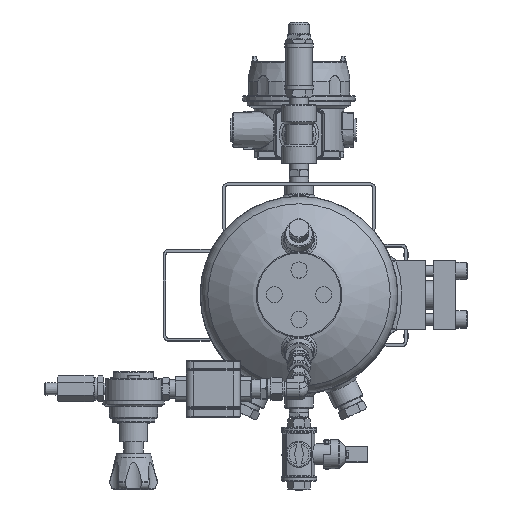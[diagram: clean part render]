
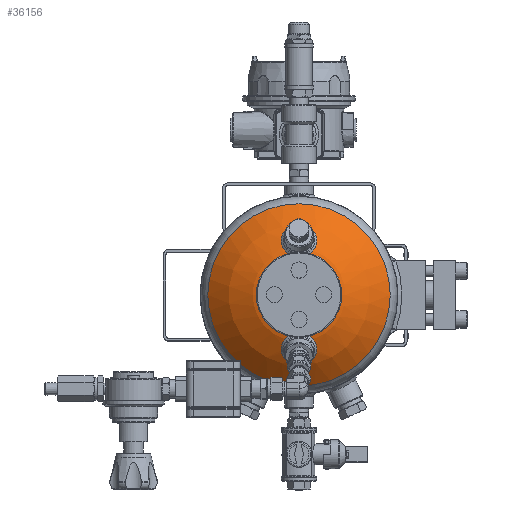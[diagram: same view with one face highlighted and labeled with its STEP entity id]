
A CAD part, top view. The second image highlights one B-rep face of the part: STEP entity #36156.
In plain terms, the highlighted spherical face has radius 140.215 mm.
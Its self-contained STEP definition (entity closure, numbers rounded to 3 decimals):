
#4798=SPHERICAL_SURFACE('',#51683,140.215);
#6800=CIRCLE('',#51684,17.526);
#6801=CIRCLE('',#51685,22.513);
#6802=CIRCLE('',#51686,17.526);
#6803=CIRCLE('',#51687,101.553);
#8802=ORIENTED_EDGE('',*,*,#19113,.T.);
#8803=ORIENTED_EDGE('',*,*,#19114,.T.);
#8804=ORIENTED_EDGE('',*,*,#19115,.T.);
#8805=ORIENTED_EDGE('',*,*,#19116,.F.);
#19113=EDGE_CURVE('',#24281,#24281,#6800,.T.);
#19114=EDGE_CURVE('',#24282,#24282,#6801,.T.);
#19115=EDGE_CURVE('',#24283,#24283,#6802,.T.);
#19116=EDGE_CURVE('',#24284,#24284,#6803,.T.);
#24281=VERTEX_POINT('',#68909);
#24282=VERTEX_POINT('',#68911);
#24283=VERTEX_POINT('',#68913);
#24284=VERTEX_POINT('',#68915);
#28685=EDGE_LOOP('',(#8802));
#28686=EDGE_LOOP('',(#8803));
#28687=EDGE_LOOP('',(#8804));
#28688=EDGE_LOOP('',(#8805));
#32074=FACE_BOUND('',#28685,.T.);
#32075=FACE_BOUND('',#28686,.T.);
#32076=FACE_BOUND('',#28687,.T.);
#32077=FACE_BOUND('',#28688,.T.);
#36156=ADVANCED_FACE('',(#32074,#32075,#32076,#32077),#4798,.T.);
#51683=AXIS2_PLACEMENT_3D('',#68907,#56219,#56220);
#51684=AXIS2_PLACEMENT_3D('',#68908,#56221,#56222);
#51685=AXIS2_PLACEMENT_3D('',#68910,#56223,#56224);
#51686=AXIS2_PLACEMENT_3D('',#68912,#56225,#56226);
#51687=AXIS2_PLACEMENT_3D('',#68914,#56227,#56228);
#56219=DIRECTION('',(0.,0.,-1.));
#56220=DIRECTION('',(-1.,0.,0.));
#56221=DIRECTION('',(-0.435,0.,-0.9));
#56222=DIRECTION('',(-0.9,0.,0.435));
#56223=DIRECTION('',(0.,0.,-1.));
#56224=DIRECTION('',(-1.,0.,0.));
#56225=DIRECTION('',(0.435,0.,-0.9));
#56226=DIRECTION('',(-0.9,0.,-0.435));
#56227=DIRECTION('',(0.,0.,-1.));
#56228=DIRECTION('',(-1.,0.,0.));
#68907=CARTESIAN_POINT('',(0.,0.,-38.615));
#68908=CARTESIAN_POINT('',(60.522,0.,86.646));
#68909=CARTESIAN_POINT('',(44.741,0.,94.27));
#68910=CARTESIAN_POINT('',(0.,0.,99.781));
#68911=CARTESIAN_POINT('',(-22.513,0.,99.781));
#68912=CARTESIAN_POINT('',(-60.522,0.,86.646));
#68913=CARTESIAN_POINT('',(-76.302,0.,79.021));
#68914=CARTESIAN_POINT('',(0.,0.,58.066));
#68915=CARTESIAN_POINT('',(-101.553,0.,58.066));
